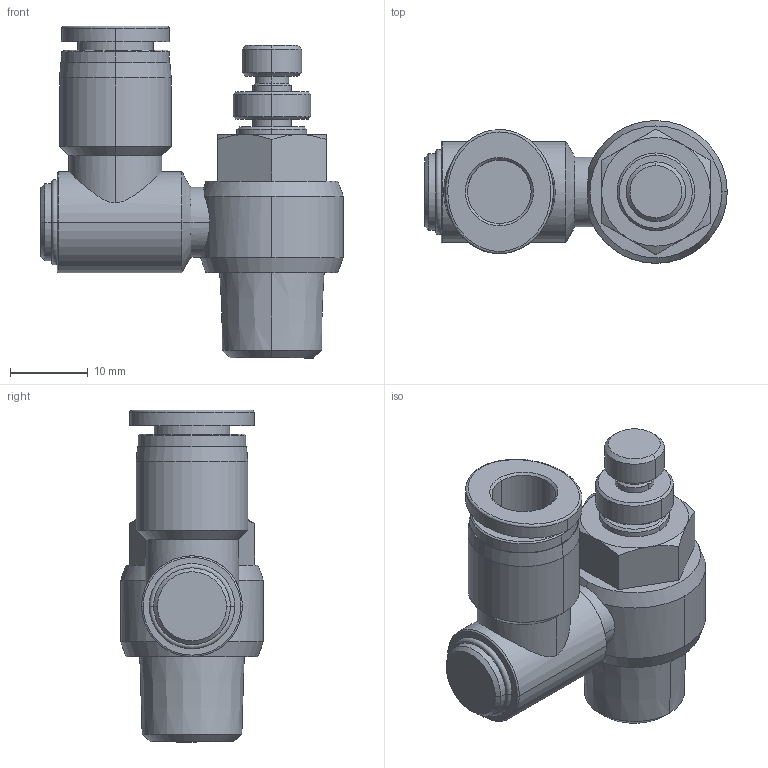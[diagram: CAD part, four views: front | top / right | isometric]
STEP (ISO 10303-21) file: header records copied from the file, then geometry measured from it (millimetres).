
FILE_DESCRIPTION((''),'2;1');
FILE_NAME('NSS 0802.stp','2017-07-22T11:42:16',(''),(''),'Mechanical Desktop 2009','Mechanical Desktop 2009',', , ');
FILE_SCHEMA(('CONFIG_CONTROL_DESIGN'));
Length unit declared in the file: millimetre
Products named in the file (2): NSS 0802; PART1
Assembly tree (1 placements, depth 2):
  NSS 0802
    PART1
Bounding box: 39 x 18.4 x 42.8 mm (x, y, z)
Volume: 10559.2 mm3; surface area: 4910.2 mm2
Topology: 1 solids, 1 shells, 111 faces, 236 edges, 142 vertices
Faces by surface type: cone 40, cylinder 36, plane 26, torus 6, bspline 3
Entity records: 3437 total; most frequent: CARTESIAN_POINT 896, DIRECTION 560, ORIENTED_EDGE 472, AXIS2_PLACEMENT_3D 238, EDGE_CURVE 236, VERTEX_POINT 142, EDGE_LOOP 128, CIRCLE 126
